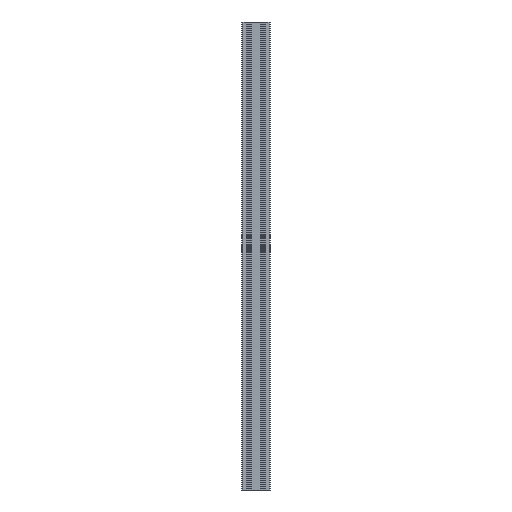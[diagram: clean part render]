
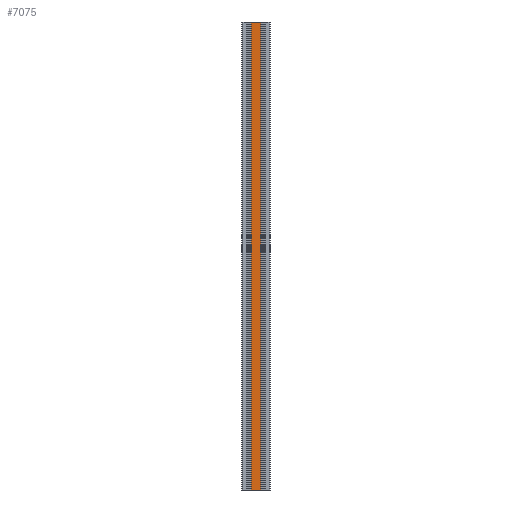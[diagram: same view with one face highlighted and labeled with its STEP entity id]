
A CAD part, front view. The second image highlights one B-rep face of the part: STEP entity #7075.
In plain terms, the highlighted planar face has unit normal (0, -1, 0).
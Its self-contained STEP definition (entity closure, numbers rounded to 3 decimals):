
#7017=CARTESIAN_POINT('',(20.6,-30.,1000.0));
#7018=VERTEX_POINT('',#7017);
#7026=CARTESIAN_POINT('',(20.6,-30.,0.0));
#7027=VERTEX_POINT('',#7026);
#7028=CARTESIAN_POINT('',(20.6,-30.,0.0));
#7029=DIRECTION('',(0.0,0.0,1.0));
#7030=VECTOR('',#7029,1000.0);
#7031=LINE('',#7028,#7030);
#7032=EDGE_CURVE('',#7027,#7018,#7031,.T.);
#7045=CARTESIAN_POINT('',(20.6,-30.,0.0));
#7046=DIRECTION('',(0.0,-1.0,0.0));
#7047=DIRECTION('',(0.0,0.0,-1.0));
#7048=AXIS2_PLACEMENT_3D('',#7045,#7046,#7047);
#7049=PLANE('',#7048);
#7050=CARTESIAN_POINT('',(0.,-30.,1000.0));
#7051=VERTEX_POINT('',#7050);
#7052=CARTESIAN_POINT('',(20.6,-30.,1000.0));
#7053=DIRECTION('',(-1.0,0.0,0.0));
#7054=VECTOR('',#7053,20.6);
#7055=LINE('',#7052,#7054);
#7056=EDGE_CURVE('',#7018,#7051,#7055,.T.);
#7057=ORIENTED_EDGE('',*,*,#7056,.T.);
#7058=CARTESIAN_POINT('',(0.,-30.,0.0));
#7059=VERTEX_POINT('',#7058);
#7060=CARTESIAN_POINT('',(0.,-30.,0.0));
#7061=DIRECTION('',(0.0,0.0,1.0));
#7062=VECTOR('',#7061,1000.0);
#7063=LINE('',#7060,#7062);
#7064=EDGE_CURVE('',#7059,#7051,#7063,.T.);
#7065=ORIENTED_EDGE('',*,*,#7064,.F.);
#7066=CARTESIAN_POINT('',(0.,-30.,0.0));
#7067=DIRECTION('',(1.0,0.0,0.0));
#7068=VECTOR('',#7067,20.6);
#7069=LINE('',#7066,#7068);
#7070=EDGE_CURVE('',#7059,#7027,#7069,.T.);
#7071=ORIENTED_EDGE('',*,*,#7070,.T.);
#7072=ORIENTED_EDGE('',*,*,#7032,.T.);
#7073=EDGE_LOOP('',(#7057,#7065,#7071,#7072));
#7074=FACE_OUTER_BOUND('',#7073,.T.);
#7075=ADVANCED_FACE('',(#7074),#7049,.T.);
